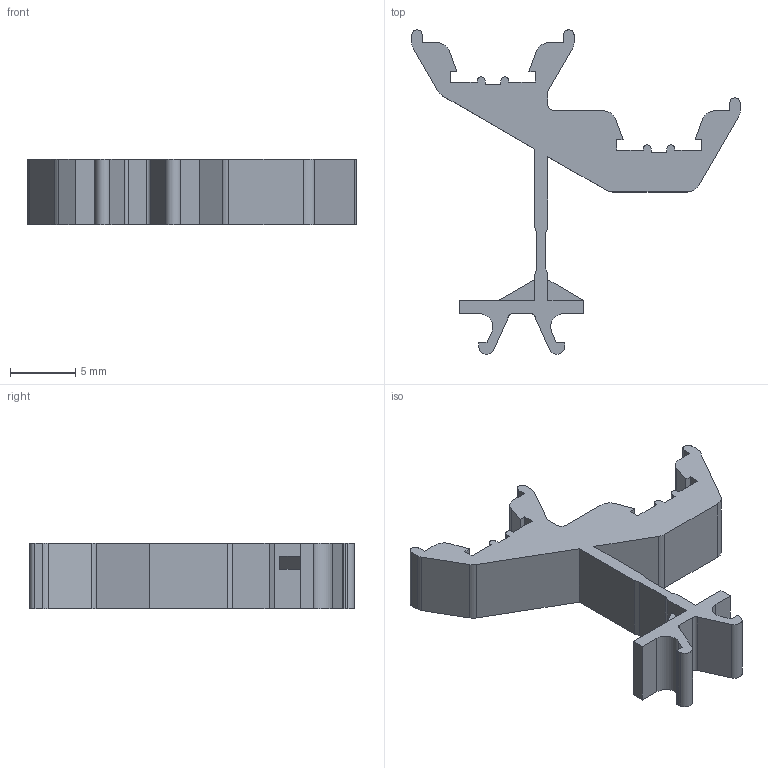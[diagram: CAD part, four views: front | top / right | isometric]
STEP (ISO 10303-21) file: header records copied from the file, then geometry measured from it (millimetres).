
FILE_DESCRIPTION((''),'2;1');
FILE_NAME('UJ5-5-2-ZB','2023-10-26T',('dell'),(''),'PRO/ENGINEER BY PARAMETRIC TECHNOLOGY CORPORATION, 2013230','PRO/ENGINEER BY PARAMETRIC TECHNOLOGY CORPORATION, 2013230','');
FILE_SCHEMA(('AUTOMOTIVE_DESIGN { 1 0 10303 214 1 1 1 1 }'));
Length unit declared in the file: millimetre
Products named in the file (1): UJ5-5-2-ZB
Bounding box: 25.1 x 24.8 x 5 mm (x, y, z)
Volume: 630.5 mm3; surface area: 956 mm2
Topology: 1 solids, 1 shells, 106 faces, 312 edges, 208 vertices
Faces by surface type: plane 79, cylinder 27
Entity records: 3581 total; most frequent: CARTESIAN_POINT 628, ORIENTED_EDGE 624, DIRECTION 578, EDGE_CURVE 312, VECTOR 258, LINE 258, VERTEX_POINT 208, AXIS2_PLACEMENT_3D 160
